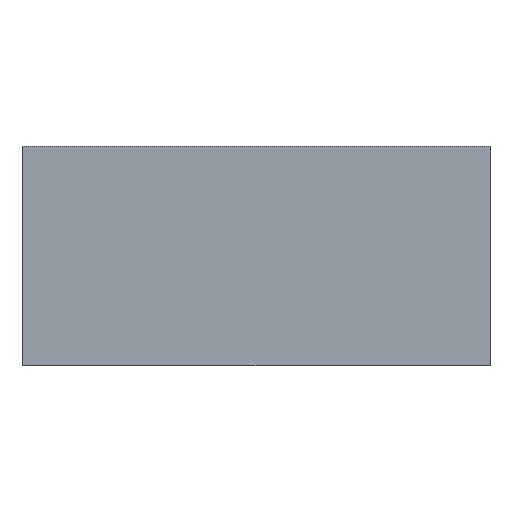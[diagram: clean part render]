
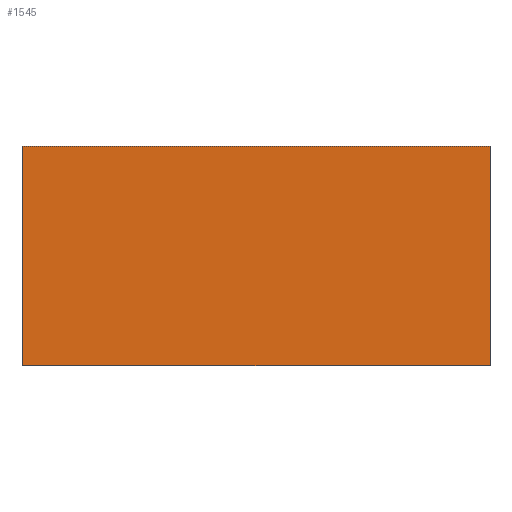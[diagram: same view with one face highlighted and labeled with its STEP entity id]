
A CAD part, front view. The second image highlights one B-rep face of the part: STEP entity #1545.
In plain terms, the highlighted face is planar.
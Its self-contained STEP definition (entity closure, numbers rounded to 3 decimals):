
#401=ORIENTED_EDGE('',*,*,#650,.F.);
#402=ORIENTED_EDGE('',*,*,#644,.T.);
#403=ORIENTED_EDGE('',*,*,#658,.F.);
#404=ORIENTED_EDGE('',*,*,#667,.F.);
#405=ORIENTED_EDGE('',*,*,#661,.T.);
#406=ORIENTED_EDGE('',*,*,#651,.F.);
#407=ORIENTED_EDGE('',*,*,#656,.T.);
#408=ORIENTED_EDGE('',*,*,#664,.T.);
#644=EDGE_CURVE('',#789,#790,#963,.T.);
#650=EDGE_CURVE('',#789,#794,#969,.T.);
#651=EDGE_CURVE('',#795,#796,#970,.T.);
#656=EDGE_CURVE('',#795,#800,#975,.T.);
#658=EDGE_CURVE('',#801,#790,#977,.T.);
#661=EDGE_CURVE('',#803,#796,#980,.T.);
#664=EDGE_CURVE('',#800,#794,#983,.T.);
#667=EDGE_CURVE('',#803,#801,#986,.T.);
#789=VERTEX_POINT('',#2752);
#790=VERTEX_POINT('',#2753);
#794=VERTEX_POINT('',#2762);
#795=VERTEX_POINT('',#2767);
#796=VERTEX_POINT('',#2768);
#800=VERTEX_POINT('',#2777);
#801=VERTEX_POINT('',#2782);
#803=VERTEX_POINT('',#2788);
#963=LINE('',#2751,#1145);
#969=LINE('',#2764,#1151);
#970=LINE('',#2766,#1152);
#975=LINE('',#2778,#1157);
#977=LINE('',#2781,#1159);
#980=LINE('',#2787,#1162);
#983=LINE('',#2793,#1165);
#986=LINE('',#2798,#1168);
#1145=VECTOR('',#1970,1000.);
#1151=VECTOR('',#1978,1000.);
#1152=VECTOR('',#1981,1000.);
#1157=VECTOR('',#1988,1000.);
#1159=VECTOR('',#1992,1000.);
#1162=VECTOR('',#1997,1000.);
#1165=VECTOR('',#2002,1000.);
#1168=VECTOR('',#2009,1000.);
#1263=EDGE_LOOP('',(#401,#402,#403,#404,#405,#406,#407,#408));
#1368=FACE_BOUND('',#1263,.T.);
#1456=PLANE('',#1661);
#1545=ADVANCED_FACE('',(#1368),#1456,.F.);
#1661=AXIS2_PLACEMENT_3D('',#2797,#2007,#2008);
#1970=DIRECTION('',(1.,0.,0.));
#1978=DIRECTION('',(0.,0.,-1.));
#1981=DIRECTION('',(-1.,0.,0.));
#1988=DIRECTION('',(0.,0.,-1.));
#1992=DIRECTION('',(0.,0.,-1.));
#1997=DIRECTION('',(0.,0.,-1.));
#2002=DIRECTION('',(1.,0.,0.));
#2007=DIRECTION('',(0.,1.,0.));
#2008=DIRECTION('',(0.,0.,1.));
#2009=DIRECTION('',(1.,0.,0.));
#2751=CARTESIAN_POINT('',(1.4,-3.3,0.));
#2752=CARTESIAN_POINT('',(1.4,-3.3,0.));
#2753=CARTESIAN_POINT('',(3.3,-3.3,0.));
#2762=CARTESIAN_POINT('',(1.4,-3.3,0.));
#2764=CARTESIAN_POINT('',(1.4,-3.3,0.));
#2766=CARTESIAN_POINT('',(-1.4,-3.3,0.));
#2767=CARTESIAN_POINT('',(-1.4,-3.3,0.));
#2768=CARTESIAN_POINT('',(-3.3,-3.3,0.));
#2777=CARTESIAN_POINT('',(-1.4,-3.3,0.));
#2778=CARTESIAN_POINT('',(-1.4,-3.3,0.));
#2781=CARTESIAN_POINT('',(3.3,-3.3,3.1));
#2782=CARTESIAN_POINT('',(3.3,-3.3,3.1));
#2787=CARTESIAN_POINT('',(-3.3,-3.3,3.1));
#2788=CARTESIAN_POINT('',(-3.3,-3.3,3.1));
#2793=CARTESIAN_POINT('',(-3.3,-3.3,0.));
#2797=CARTESIAN_POINT('',(-3.3,-3.3,3.1));
#2798=CARTESIAN_POINT('',(-3.3,-3.3,3.1));
